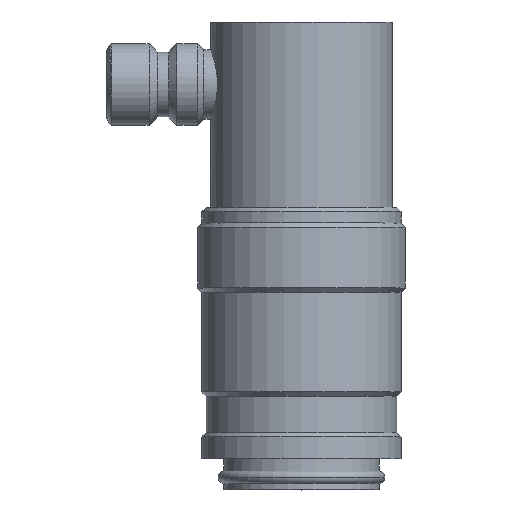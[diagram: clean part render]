
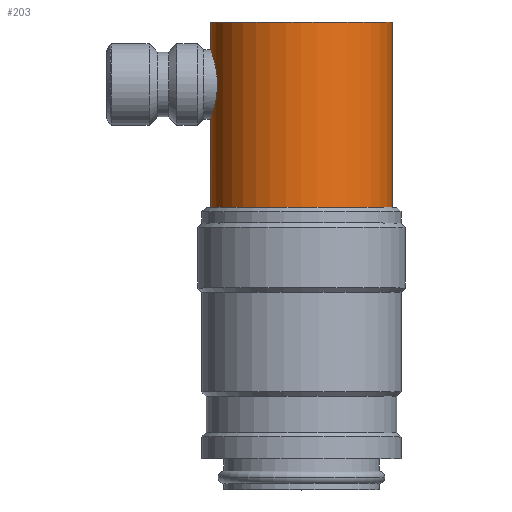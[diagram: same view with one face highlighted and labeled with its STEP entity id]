
A CAD part, top view. The second image highlights one B-rep face of the part: STEP entity #203.
In plain terms, the highlighted cylindrical face has radius 10.5 mm (diameter 21 mm), a partial arc.
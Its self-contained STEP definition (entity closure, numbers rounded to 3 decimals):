
#203=ADVANCED_FACE('',(#409),#410,.T.);
#409=FACE_OUTER_BOUND('',#610,.T.);
#410=CYLINDRICAL_SURFACE('',#611,10.5);
#610=EDGE_LOOP('',(#1107,#1108,#1109,#1110,#1111,#1112));
#611=AXIS2_PLACEMENT_3D('',#1113,#1114,#1115);
#1107=ORIENTED_EDGE('',*,*,#1290,.F.);
#1108=ORIENTED_EDGE('',*,*,#1313,.F.);
#1109=ORIENTED_EDGE('',*,*,#1294,.F.);
#1110=ORIENTED_EDGE('',*,*,#1266,.F.);
#1111=ORIENTED_EDGE('',*,*,#1293,.F.);
#1112=ORIENTED_EDGE('',*,*,#1324,.T.);
#1113=CARTESIAN_POINT('',(0.0,41.695,0.0));
#1114=DIRECTION('',(0.0,1.0,0.0));
#1115=DIRECTION('',(-1.0,0.0,0.));
#1266=EDGE_CURVE('',#1530,#1531,#1532,.T.);
#1290=EDGE_CURVE('',#1559,#1560,#1561,.T.);
#1293=EDGE_CURVE('',#1564,#1530,#1566,.T.);
#1294=EDGE_CURVE('',#1531,#1567,#1568,.T.);
#1313=EDGE_CURVE('',#1567,#1559,#1588,.T.);
#1324=EDGE_CURVE('',#1564,#1560,#1599,.T.);
#1530=VERTEX_POINT('',#1880);
#1531=VERTEX_POINT('',#1881);
#1532=CIRCLE('',#1882,10.5);
#1559=VERTEX_POINT('',#1915);
#1560=VERTEX_POINT('',#1916);
#1561=LINE('',#1917,#1918);
#1564=VERTEX_POINT('',#1938);
#1566=LINE('',#1957,#1958);
#1567=VERTEX_POINT('',#1959);
#1568=LINE('',#1960,#1961);
#1588=CIRCLE('',#2027,10.5);
#1599=B_SPLINE_CURVE_WITH_KNOTS('',3,(#2040,#2041,#2042,#2043,#2044,#2045,#2046,#2047,#2048,#2049,#2050,#2051,#2052,#2053,#2054,#2055,#2056,#2057,#2058,#2059,#2060,#2061,#2062,#2063,#2064,#2065,#2066,#2067,#2068,#2069,#2070,#2071,#2072,#2073),.UNSPECIFIED.,.F.,.F.,(4,2,2,2,2,2,2,2,2,2,2,2,2,2,2,2,4),(6.094,6.856,7.617,8.379,9.14,9.902,10.664,11.427,12.189,12.951,13.713,14.475,15.237,15.999,16.76,17.521,18.283),.UNSPECIFIED.);
#1880=CARTESIAN_POINT('',(-10.5,54.0,0.));
#1881=CARTESIAN_POINT('',(10.5,54.0,0.));
#1882=AXIS2_PLACEMENT_3D('',#2296,#2297,#2298);
#1915=CARTESIAN_POINT('',(-10.5,32.6,0.));
#1916=CARTESIAN_POINT('',(-10.5,42.8,0.));
#1917=CARTESIAN_POINT('',(-10.5,41.695,0.));
#1918=VECTOR('',#2335,1.0);
#1938=CARTESIAN_POINT('',(-10.5,50.8,0.));
#1957=CARTESIAN_POINT('',(-10.5,41.695,0.));
#1958=VECTOR('',#2336,1.0);
#1959=CARTESIAN_POINT('',(10.5,32.6,0.));
#1960=CARTESIAN_POINT('',(10.5,41.695,0.));
#1961=VECTOR('',#2337,1.0);
#2027=AXIS2_PLACEMENT_3D('',#2357,#2358,#2359);
#2040=CARTESIAN_POINT('',(-10.5,50.8,0.));
#2041=CARTESIAN_POINT('',(-10.5,50.8,0.254));
#2042=CARTESIAN_POINT('',(-10.491,50.775,0.516));
#2043=CARTESIAN_POINT('',(-10.452,50.673,1.034));
#2044=CARTESIAN_POINT('',(-10.423,50.595,1.292));
#2045=CARTESIAN_POINT('',(-10.35,50.39,1.784));
#2046=CARTESIAN_POINT('',(-10.306,50.263,2.019));
#2047=CARTESIAN_POINT('',(-10.212,49.97,2.453));
#2048=CARTESIAN_POINT('',(-10.161,49.804,2.652));
#2049=CARTESIAN_POINT('',(-10.063,49.452,3.005));
#2050=CARTESIAN_POINT('',(-10.011,49.253,3.17));
#2051=CARTESIAN_POINT('',(-9.914,48.819,3.463));
#2052=CARTESIAN_POINT('',(-9.868,48.584,3.59));
#2053=CARTESIAN_POINT('',(-9.791,48.092,3.795));
#2054=CARTESIAN_POINT('',(-9.76,47.835,3.873));
#2055=CARTESIAN_POINT('',(-9.718,47.316,3.975));
#2056=CARTESIAN_POINT('',(-9.708,47.054,4.0));
#2057=CARTESIAN_POINT('',(-9.708,46.546,4.0));
#2058=CARTESIAN_POINT('',(-9.718,46.284,3.975));
#2059=CARTESIAN_POINT('',(-9.76,45.765,3.873));
#2060=CARTESIAN_POINT('',(-9.791,45.508,3.795));
#2061=CARTESIAN_POINT('',(-9.868,45.016,3.59));
#2062=CARTESIAN_POINT('',(-9.914,44.781,3.463));
#2063=CARTESIAN_POINT('',(-10.011,44.347,3.17));
#2064=CARTESIAN_POINT('',(-10.063,44.148,3.005));
#2065=CARTESIAN_POINT('',(-10.161,43.796,2.652));
#2066=CARTESIAN_POINT('',(-10.212,43.63,2.453));
#2067=CARTESIAN_POINT('',(-10.306,43.337,2.019));
#2068=CARTESIAN_POINT('',(-10.35,43.21,1.784));
#2069=CARTESIAN_POINT('',(-10.423,43.005,1.292));
#2070=CARTESIAN_POINT('',(-10.452,42.927,1.034));
#2071=CARTESIAN_POINT('',(-10.491,42.825,0.516));
#2072=CARTESIAN_POINT('',(-10.5,42.8,0.254));
#2073=CARTESIAN_POINT('',(-10.5,42.8,0.));
#2296=CARTESIAN_POINT('',(0.0,54.0,0.0));
#2297=DIRECTION('',(0.0,1.0,0.0));
#2298=DIRECTION('',(-1.0,0.0,0.));
#2335=DIRECTION('',(0.0,1.0,0.0));
#2336=DIRECTION('',(0.0,1.0,0.0));
#2337=DIRECTION('',(-0.0,-1.0,-0.0));
#2357=CARTESIAN_POINT('',(0.0,32.6,0.0));
#2358=DIRECTION('',(0.,-1.0,0.));
#2359=DIRECTION('',(-1.0,0.,0.));
